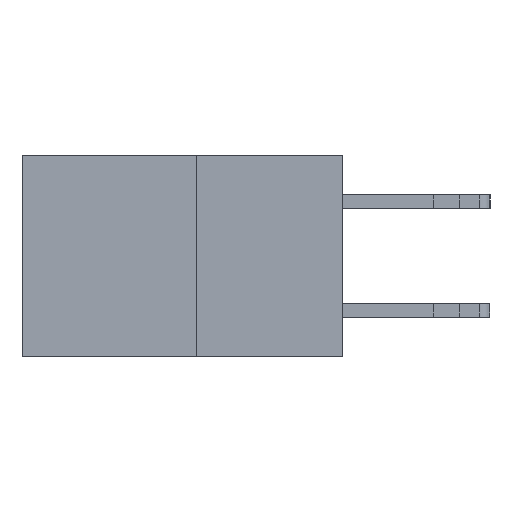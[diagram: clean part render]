
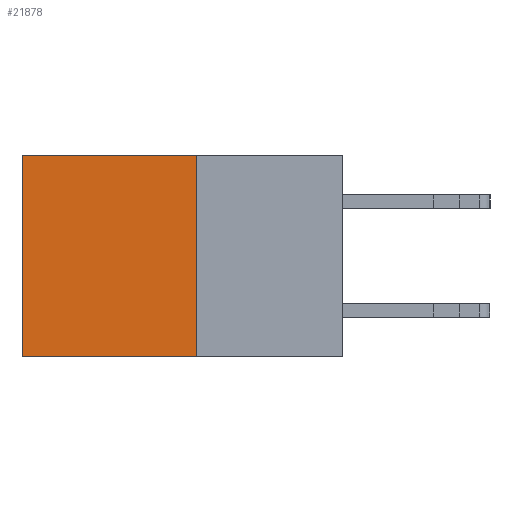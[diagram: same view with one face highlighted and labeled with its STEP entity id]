
A CAD part, left-side view. The second image highlights one B-rep face of the part: STEP entity #21878.
In plain terms, the highlighted planar face has unit normal (-1, 0, 0).
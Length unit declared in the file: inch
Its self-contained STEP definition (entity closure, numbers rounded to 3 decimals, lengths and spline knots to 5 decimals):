
#3051 = LINE ( 'NONE', #18671, #18569 ) ;
#3518 = EDGE_CURVE ( 'NONE', #19658, #15217, #9377, .T. ) ;
#5068 = DIRECTION ( 'NONE',  ( 0., 0., -1. ) ) ;
#5972 = CARTESIAN_POINT ( 'NONE',  ( 0.277, 0.27, 0. ) ) ;
#7431 = CARTESIAN_POINT ( 'NONE',  ( 0.277, 0.59, -0.37 ) ) ;
#7779 = DIRECTION ( 'NONE',  ( 0., 0., -1. ) ) ;
#8796 = VERTEX_POINT ( 'NONE', #7431 ) ;
#9274 = CARTESIAN_POINT ( 'NONE',  ( 0.277, 0.27, -0.37 ) ) ;
#9377 = LINE ( 'NONE', #5972, #14323 ) ;
#9604 = ORIENTED_EDGE ( 'NONE', *, *, #3518, .T. ) ;
#9774 = AXIS2_PLACEMENT_3D ( 'NONE', #22158, #20249, #7779 ) ;
#10838 = ORIENTED_EDGE ( 'NONE', *, *, #11171, .F. ) ;
#10851 = EDGE_LOOP ( 'NONE', ( #26669, #10838, #21263, #9604 ) ) ;
#11171 = EDGE_CURVE ( 'NONE', #15667, #8796, #22010, .T. ) ;
#11181 = LINE ( 'NONE', #9274, #26222 ) ;
#14249 = FACE_OUTER_BOUND ( 'NONE', #10851, .T. ) ;
#14323 = VECTOR ( 'NONE', #16633, 39.37008 ) ;
#15217 = VERTEX_POINT ( 'NONE', #23263 ) ;
#15667 = VERTEX_POINT ( 'NONE', #16425 ) ;
#16425 = CARTESIAN_POINT ( 'NONE',  ( 0.277, 0.27, -0.37 ) ) ;
#16633 = DIRECTION ( 'NONE',  ( 0., 1., 0. ) ) ;
#18258 = PLANE ( 'NONE',  #9774 ) ;
#18569 = VECTOR ( 'NONE', #20671, 39.37008 ) ;
#18671 = CARTESIAN_POINT ( 'NONE',  ( 0.277, 0.59, -0.37 ) ) ;
#19057 = CARTESIAN_POINT ( 'NONE',  ( 0.277, 0.27, -0.37 ) ) ;
#19494 = EDGE_CURVE ( 'NONE', #19658, #15667, #11181, .T. ) ;
#19658 = VERTEX_POINT ( 'NONE', #20061 ) ;
#20061 = CARTESIAN_POINT ( 'NONE',  ( 0.277, 0.27, 0. ) ) ;
#20249 = DIRECTION ( 'NONE',  ( 1., 0., 0. ) ) ;
#20671 = DIRECTION ( 'NONE',  ( 0., 0., -1. ) ) ;
#21037 = DIRECTION ( 'NONE',  ( 0., 1., 0. ) ) ;
#21263 = ORIENTED_EDGE ( 'NONE', *, *, #19494, .F. ) ;
#21372 = VECTOR ( 'NONE', #21037, 39.37008 ) ;
#21878 = ADVANCED_FACE ( 'NONE', ( #14249 ), #18258, .F. ) ;
#22010 = LINE ( 'NONE', #19057, #21372 ) ;
#22158 = CARTESIAN_POINT ( 'NONE',  ( 0.277, 0.27, -0.37 ) ) ;
#23263 = CARTESIAN_POINT ( 'NONE',  ( 0.277, 0.59, 0. ) ) ;
#26065 = EDGE_CURVE ( 'NONE', #15217, #8796, #3051, .T. ) ;
#26222 = VECTOR ( 'NONE', #5068, 39.37008 ) ;
#26669 = ORIENTED_EDGE ( 'NONE', *, *, #26065, .T. ) ;
